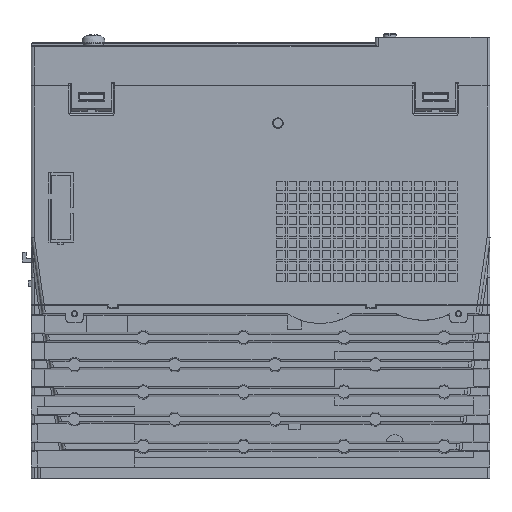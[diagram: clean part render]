
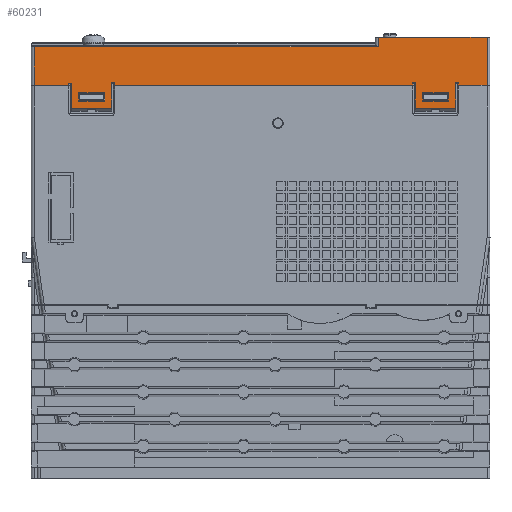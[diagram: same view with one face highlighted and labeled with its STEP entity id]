
A CAD part, left-side view. The second image highlights one B-rep face of the part: STEP entity #60231.
In plain terms, the highlighted planar face has unit normal (-1, 0, 0).
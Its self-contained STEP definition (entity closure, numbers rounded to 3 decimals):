
#2293=DIRECTION('',(0.,0.,1.));
#2294=VECTOR('',#2293,16.8);
#2295=CARTESIAN_POINT('',(-20.,-79.,-12.8));
#2296=LINE('',#2295,#2294);
#2301=DIRECTION('',(0.,1.,0.));
#2302=VECTOR('',#2301,9.);
#2303=CARTESIAN_POINT('',(-20.,-65.5,-15.3));
#2304=LINE('',#2303,#2302);
#2305=DIRECTION('',(0.,0.,-1.));
#2306=VECTOR('',#2305,3.);
#2307=CARTESIAN_POINT('',(-20.,-56.5,-15.3));
#2308=LINE('',#2307,#2306);
#2309=DIRECTION('',(0.,-1.,0.));
#2310=VECTOR('',#2309,9.);
#2311=CARTESIAN_POINT('',(-20.,-56.5,-18.3));
#2312=LINE('',#2311,#2310);
#2313=DIRECTION('',(0.,0.,1.));
#2314=VECTOR('',#2313,3.);
#2315=CARTESIAN_POINT('',(-20.,-65.5,-18.3));
#2316=LINE('',#2315,#2314);
#2317=DIRECTION('',(0.,1.,0.));
#2318=VECTOR('',#2317,9.);
#2319=CARTESIAN_POINT('',(-20.,54.5,-15.3));
#2320=LINE('',#2319,#2318);
#2321=DIRECTION('',(0.,0.,-1.));
#2322=VECTOR('',#2321,3.);
#2323=CARTESIAN_POINT('',(-20.,63.5,-15.3));
#2324=LINE('',#2323,#2322);
#2325=DIRECTION('',(0.,-1.,0.));
#2326=VECTOR('',#2325,9.);
#2327=CARTESIAN_POINT('',(-20.,63.5,-18.3));
#2328=LINE('',#2327,#2326);
#2329=DIRECTION('',(0.,0.,1.));
#2330=VECTOR('',#2329,3.);
#2331=CARTESIAN_POINT('',(-20.,54.5,-18.3));
#2332=LINE('',#2331,#2330);
#2337=DIRECTION('',(0.,0.,-1.));
#2338=VECTOR('',#2337,3.3);
#2339=CARTESIAN_POINT('',(-20.,-41.,4.));
#2340=LINE('',#2339,#2338);
#2393=DIRECTION('',(0.,-1.,0.));
#2394=VECTOR('',#2393,38.);
#2395=CARTESIAN_POINT('',(-20.,-41.,4.));
#2396=LINE('',#2395,#2394);
#3398=DIRECTION('',(0.,1.,0.));
#3399=VECTOR('',#3398,120.);
#3400=CARTESIAN_POINT('',(-20.,-41.,0.7));
#3401=LINE('',#3400,#3399);
#3421=DIRECTION('',(0.,0.,-1.));
#3422=VECTOR('',#3421,13.5);
#3423=CARTESIAN_POINT('',(-20.,79.,0.7));
#3424=LINE('',#3423,#3422);
#3461=DIRECTION('',(0.,-1.,0.));
#3462=VECTOR('',#3461,12.);
#3463=CARTESIAN_POINT('',(-20.,79.,-12.8));
#3464=LINE('',#3463,#3462);
#3477=DIRECTION('',(0.,0.,1.));
#3478=VECTOR('',#3477,0.8);
#3479=CARTESIAN_POINT('',(-20.,67.,-12.8));
#3480=LINE('',#3479,#3478);
#3511=DIRECTION('',(0.,-1.,0.));
#3512=VECTOR('',#3511,1.);
#3513=CARTESIAN_POINT('',(-20.,67.,-12.));
#3514=LINE('',#3513,#3512);
#3527=DIRECTION('',(0.,0.,-1.));
#3528=VECTOR('',#3527,8.8);
#3529=CARTESIAN_POINT('',(-20.,66.,-12.));
#3530=LINE('',#3529,#3528);
#3539=DIRECTION('',(0.,-1.,0.));
#3540=VECTOR('',#3539,14.);
#3541=CARTESIAN_POINT('',(-20.,66.,-20.8));
#3542=LINE('',#3541,#3540);
#3623=DIRECTION('',(0.,0.,1.));
#3624=VECTOR('',#3623,9.);
#3625=CARTESIAN_POINT('',(-20.,52.,-20.8));
#3626=LINE('',#3625,#3624);
#3660=DIRECTION('',(0.,-1.,0.));
#3661=VECTOR('',#3660,1.);
#3662=CARTESIAN_POINT('',(-20.,52.,-11.8));
#3663=LINE('',#3662,#3661);
#4218=DIRECTION('',(0.,-1.,0.));
#4219=VECTOR('',#4218,1.);
#4220=CARTESIAN_POINT('',(-20.,-53.,-11.8));
#4221=LINE('',#4220,#4219);
#4230=DIRECTION('',(0.,-1.,0.));
#4231=VECTOR('',#4230,1.);
#4232=CARTESIAN_POINT('',(-20.,-68.,-11.8));
#4233=LINE('',#4232,#4231);
#4331=DIRECTION('',(0.,0.,-1.));
#4332=VECTOR('',#4331,1.);
#4333=CARTESIAN_POINT('',(-20.,51.,-11.8));
#4334=LINE('',#4333,#4332);
#4339=DIRECTION('',(0.,-1.,0.));
#4340=VECTOR('',#4339,104.);
#4341=CARTESIAN_POINT('',(-20.,51.,-12.8));
#4342=LINE('',#4341,#4340);
#4355=DIRECTION('',(0.,0.,1.));
#4356=VECTOR('',#4355,1.);
#4357=CARTESIAN_POINT('',(-20.,-53.,-12.8));
#4358=LINE('',#4357,#4356);
#26547=DIRECTION('',(0.,-1.,0.));
#26548=VECTOR('',#26547,10.);
#26549=CARTESIAN_POINT('',(-20.,-69.,-12.8));
#26550=LINE('',#26549,#26548);
#26591=DIRECTION('',(0.,0.,-1.));
#26592=VECTOR('',#26591,1.);
#26593=CARTESIAN_POINT('',(-20.,-69.,-11.8));
#26594=LINE('',#26593,#26592);
#36206=DIRECTION('',(0.,0.,-1.));
#36207=VECTOR('',#36206,9.);
#36208=CARTESIAN_POINT('',(-20.,-54.,-11.8));
#36209=LINE('',#36208,#36207);
#36218=DIRECTION('',(0.,-1.,0.));
#36219=VECTOR('',#36218,14.);
#36220=CARTESIAN_POINT('',(-20.,-54.,-20.8));
#36221=LINE('',#36220,#36219);
#36302=DIRECTION('',(0.,0.,1.));
#36303=VECTOR('',#36302,9.);
#36304=CARTESIAN_POINT('',(-20.,-68.,-20.8));
#36305=LINE('',#36304,#36303);
#47982=CARTESIAN_POINT('',(-20.,-41.,0.7));
#47983=CARTESIAN_POINT('',(-20.,79.,0.7));
#47984=VERTEX_POINT('',#47982);
#47985=VERTEX_POINT('',#47983);
#47986=CARTESIAN_POINT('',(-20.,-69.,-12.8));
#47987=CARTESIAN_POINT('',(-20.,-79.,-12.8));
#47988=VERTEX_POINT('',#47986);
#47989=VERTEX_POINT('',#47987);
#47990=CARTESIAN_POINT('',(-20.,-69.,-11.8));
#47991=VERTEX_POINT('',#47990);
#47992=CARTESIAN_POINT('',(-20.,-68.,-11.8));
#47993=VERTEX_POINT('',#47992);
#47994=CARTESIAN_POINT('',(-20.,-68.,-20.8));
#47995=VERTEX_POINT('',#47994);
#47996=CARTESIAN_POINT('',(-20.,-54.,-20.8));
#47997=VERTEX_POINT('',#47996);
#47998=CARTESIAN_POINT('',(-20.,-54.,-11.8));
#47999=VERTEX_POINT('',#47998);
#48000=CARTESIAN_POINT('',(-20.,-53.,-11.8));
#48001=VERTEX_POINT('',#48000);
#48002=CARTESIAN_POINT('',(-20.,-53.,-12.8));
#48003=VERTEX_POINT('',#48002);
#48004=CARTESIAN_POINT('',(-20.,51.,-12.8));
#48005=VERTEX_POINT('',#48004);
#48006=CARTESIAN_POINT('',(-20.,51.,-11.8));
#48007=VERTEX_POINT('',#48006);
#48008=CARTESIAN_POINT('',(-20.,52.,-11.8));
#48009=VERTEX_POINT('',#48008);
#48010=CARTESIAN_POINT('',(-20.,52.,-20.8));
#48011=VERTEX_POINT('',#48010);
#48012=CARTESIAN_POINT('',(-20.,66.,-20.8));
#48013=VERTEX_POINT('',#48012);
#48014=CARTESIAN_POINT('',(-20.,66.,-12.));
#48015=VERTEX_POINT('',#48014);
#48016=CARTESIAN_POINT('',(-20.,67.,-12.));
#48017=VERTEX_POINT('',#48016);
#48018=CARTESIAN_POINT('',(-20.,67.,-12.8));
#48019=VERTEX_POINT('',#48018);
#48020=CARTESIAN_POINT('',(-20.,79.,-12.8));
#48021=VERTEX_POINT('',#48020);
#48022=CARTESIAN_POINT('',(-20.,-65.5,-15.3));
#48023=CARTESIAN_POINT('',(-20.,-56.5,-15.3));
#48024=VERTEX_POINT('',#48022);
#48025=VERTEX_POINT('',#48023);
#48026=CARTESIAN_POINT('',(-20.,-56.5,-18.3));
#48027=VERTEX_POINT('',#48026);
#48028=CARTESIAN_POINT('',(-20.,-65.5,-18.3));
#48029=VERTEX_POINT('',#48028);
#48030=CARTESIAN_POINT('',(-20.,54.5,-15.3));
#48031=CARTESIAN_POINT('',(-20.,63.5,-15.3));
#48032=VERTEX_POINT('',#48030);
#48033=VERTEX_POINT('',#48031);
#48034=CARTESIAN_POINT('',(-20.,63.5,-18.3));
#48035=VERTEX_POINT('',#48034);
#48036=CARTESIAN_POINT('',(-20.,54.5,-18.3));
#48037=VERTEX_POINT('',#48036);
#55077=CARTESIAN_POINT('',(-20.,-79.,4.));
#55079=VERTEX_POINT('',#55077);
#55086=CARTESIAN_POINT('',(-20.,-41.,4.));
#55088=VERTEX_POINT('',#55086);
#60161=CARTESIAN_POINT('',(-20.,80.,0.));
#60162=DIRECTION('',(-1.,0.,0.));
#60163=DIRECTION('',(0.,-1.,0.));
#60164=AXIS2_PLACEMENT_3D('',#60161,#60162,#60163);
#60165=PLANE('',#60164);
#60167=ORIENTED_EDGE('',*,*,#60166,.F.);
#60169=ORIENTED_EDGE('',*,*,#60168,.T.);
#60170=ORIENTED_EDGE('',*,*,#60151,.F.);
#60172=ORIENTED_EDGE('',*,*,#60171,.F.);
#60174=ORIENTED_EDGE('',*,*,#60173,.F.);
#60176=ORIENTED_EDGE('',*,*,#60175,.F.);
#60178=ORIENTED_EDGE('',*,*,#60177,.F.);
#60180=ORIENTED_EDGE('',*,*,#60179,.F.);
#60182=ORIENTED_EDGE('',*,*,#60181,.F.);
#60184=ORIENTED_EDGE('',*,*,#60183,.F.);
#60186=ORIENTED_EDGE('',*,*,#60185,.F.);
#60188=ORIENTED_EDGE('',*,*,#60187,.F.);
#60190=ORIENTED_EDGE('',*,*,#60189,.F.);
#60192=ORIENTED_EDGE('',*,*,#60191,.F.);
#60194=ORIENTED_EDGE('',*,*,#60193,.F.);
#60196=ORIENTED_EDGE('',*,*,#60195,.F.);
#60198=ORIENTED_EDGE('',*,*,#60197,.F.);
#60200=ORIENTED_EDGE('',*,*,#60199,.F.);
#60202=ORIENTED_EDGE('',*,*,#60201,.F.);
#60204=ORIENTED_EDGE('',*,*,#60203,.F.);
#60206=ORIENTED_EDGE('',*,*,#60205,.F.);
#60208=ORIENTED_EDGE('',*,*,#60207,.F.);
#60209=EDGE_LOOP('',(#60167,#60169,#60170,#60172,#60174,#60176,#60178,#60180,
#60182,#60184,#60186,#60188,#60190,#60192,#60194,#60196,#60198,#60200,#60202,
#60204,#60206,#60208));
#60210=FACE_OUTER_BOUND('',#60209,.F.);
#60212=ORIENTED_EDGE('',*,*,#60211,.T.);
#60214=ORIENTED_EDGE('',*,*,#60213,.T.);
#60216=ORIENTED_EDGE('',*,*,#60215,.T.);
#60218=ORIENTED_EDGE('',*,*,#60217,.T.);
#60219=EDGE_LOOP('',(#60212,#60214,#60216,#60218));
#60220=FACE_BOUND('',#60219,.F.);
#60222=ORIENTED_EDGE('',*,*,#60221,.T.);
#60224=ORIENTED_EDGE('',*,*,#60223,.T.);
#60226=ORIENTED_EDGE('',*,*,#60225,.T.);
#60228=ORIENTED_EDGE('',*,*,#60227,.T.);
#60229=EDGE_LOOP('',(#60222,#60224,#60226,#60228));
#60230=FACE_BOUND('',#60229,.F.);
#60151=EDGE_CURVE('',#47989,#55079,#2296,.T.);
#60166=EDGE_CURVE('',#55088,#47984,#2340,.T.);
#60168=EDGE_CURVE('',#55088,#55079,#2396,.T.);
#60171=EDGE_CURVE('',#47988,#47989,#26550,.T.);
#60173=EDGE_CURVE('',#47991,#47988,#26594,.T.);
#60175=EDGE_CURVE('',#47993,#47991,#4233,.T.);
#60177=EDGE_CURVE('',#47995,#47993,#36305,.T.);
#60179=EDGE_CURVE('',#47997,#47995,#36221,.T.);
#60181=EDGE_CURVE('',#47999,#47997,#36209,.T.);
#60183=EDGE_CURVE('',#48001,#47999,#4221,.T.);
#60185=EDGE_CURVE('',#48003,#48001,#4358,.T.);
#60187=EDGE_CURVE('',#48005,#48003,#4342,.T.);
#60189=EDGE_CURVE('',#48007,#48005,#4334,.T.);
#60191=EDGE_CURVE('',#48009,#48007,#3663,.T.);
#60193=EDGE_CURVE('',#48011,#48009,#3626,.T.);
#60195=EDGE_CURVE('',#48013,#48011,#3542,.T.);
#60197=EDGE_CURVE('',#48015,#48013,#3530,.T.);
#60199=EDGE_CURVE('',#48017,#48015,#3514,.T.);
#60201=EDGE_CURVE('',#48019,#48017,#3480,.T.);
#60203=EDGE_CURVE('',#48021,#48019,#3464,.T.);
#60205=EDGE_CURVE('',#47985,#48021,#3424,.T.);
#60207=EDGE_CURVE('',#47984,#47985,#3401,.T.);
#60211=EDGE_CURVE('',#48024,#48025,#2304,.T.);
#60213=EDGE_CURVE('',#48025,#48027,#2308,.T.);
#60215=EDGE_CURVE('',#48027,#48029,#2312,.T.);
#60217=EDGE_CURVE('',#48029,#48024,#2316,.T.);
#60221=EDGE_CURVE('',#48032,#48033,#2320,.T.);
#60223=EDGE_CURVE('',#48033,#48035,#2324,.T.);
#60225=EDGE_CURVE('',#48035,#48037,#2328,.T.);
#60227=EDGE_CURVE('',#48037,#48032,#2332,.T.);
#60231=ADVANCED_FACE('',(#60210,#60220,#60230),#60165,.T.);
